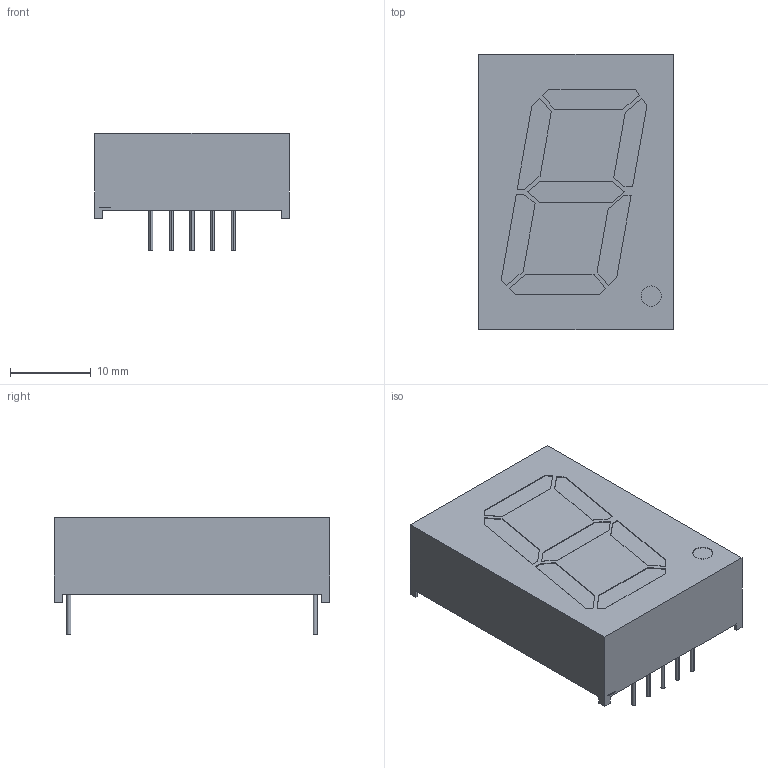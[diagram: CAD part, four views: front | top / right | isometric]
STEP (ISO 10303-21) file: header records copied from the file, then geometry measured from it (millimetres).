
FILE_DESCRIPTION (( 'STEP AP214' ), '1' );
FILE_NAME ('SW3dPS-Disp_SA10-21.STEP', '2009-06-05T07:50:50', ( 'sysAdmin' ), ( 'SolidWorks' ), 'SwSTEP 2.0', 'SolidWorks 2009', '' );
FILE_SCHEMA (( 'AUTOMOTIVE_DESIGN' ));
Length unit declared in the file: millimetre
Products named in the file (3): SW3dPS-Disp_SA10-21; SW3dPS-Disp_SA10-21_Disp_SA10-22; SW3dPS-Disp_SA10-21_Open CASCADE STEP translator 6.2 211.2
Assembly tree (2 placements, depth 3):
  SW3dPS-Disp_SA10-21
    SW3dPS-Disp_SA10-21_Open CASCADE STEP translator 6.2 211.2
      SW3dPS-Disp_SA10-21_Disp_SA10-22
Bounding box: 24 x 34 x 14.5 mm (x, y, z)
Volume: 7745.4 mm3; surface area: 2847.3 mm2
Topology: 1 solids, 1 shells, 391 faces, 1029 edges, 686 vertices
Faces by surface type: plane 253, bspline 116, cylinder 22
Entity records: 21398 total; most frequent: CARTESIAN_POINT 8500, ORIENTED_EDGE 2058, DIRECTION 1403, EDGE_CURVE 1029, VECTOR 753, LINE 753, VERTEX_POINT 686, EDGE_LOOP 437
